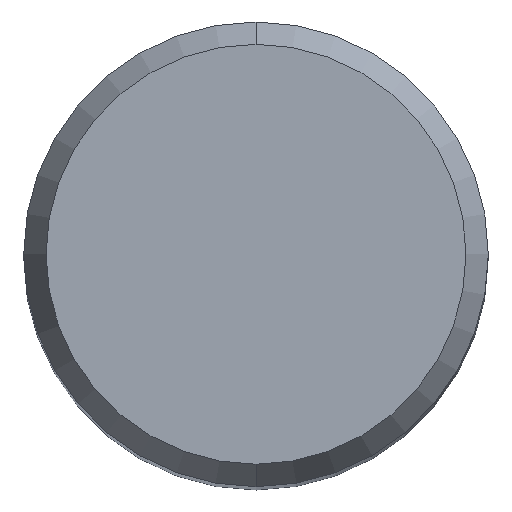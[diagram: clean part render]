
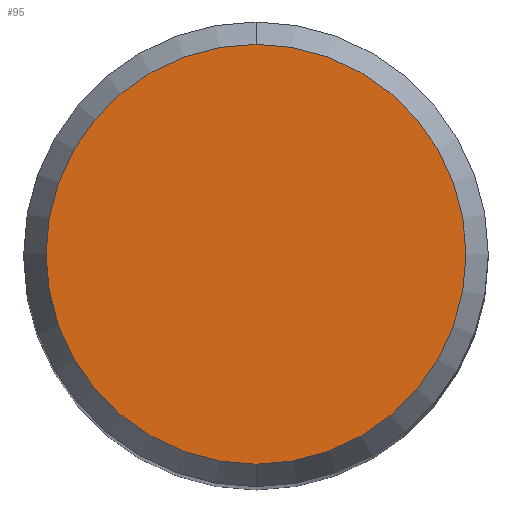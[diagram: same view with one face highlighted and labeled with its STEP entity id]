
A CAD part, top view. The second image highlights one B-rep face of the part: STEP entity #95.
In plain terms, the highlighted planar face has unit normal (0, 0, 1).
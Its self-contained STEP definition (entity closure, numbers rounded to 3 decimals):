
#95=ADVANCED_FACE('',(#223),#224,.T.);
#97=EDGE_CURVE('',#139,#99,#226,.T.);
#99=VERTEX_POINT('',#228);
#133=EDGE_CURVE('',#99,#139,#264,.T.);
#139=VERTEX_POINT('',#270);
#223=FACE_OUTER_BOUND('',#360,.T.);
#224=PLANE('',#361);
#226=CIRCLE('',#364,4.304);
#228=CARTESIAN_POINT('',(0.,-4.304,0.01));
#264=CIRCLE('',#412,4.304);
#270=CARTESIAN_POINT('',(0.0,4.304,0.01));
#360=EDGE_LOOP('',(#517,#518));
#361=AXIS2_PLACEMENT_3D('',#519,#520,#521);
#364=AXIS2_PLACEMENT_3D('',#522,#523,#524);
#412=AXIS2_PLACEMENT_3D('',#552,#553,#554);
#517=ORIENTED_EDGE('',*,*,#97,.F.);
#518=ORIENTED_EDGE('',*,*,#133,.F.);
#519=CARTESIAN_POINT('',(0.0,2.152,0.01));
#520=DIRECTION('',(-0.0,0.0,1.0));
#521=DIRECTION('',(0.0,-1.0,0.0));
#522=CARTESIAN_POINT('',(0.0,0.0,0.01));
#523=DIRECTION('',(0.0,0.0,-1.0));
#524=DIRECTION('',(0.0,1.0,0.0));
#552=CARTESIAN_POINT('',(0.0,0.0,0.01));
#553=DIRECTION('',(0.0,0.0,-1.0));
#554=DIRECTION('',(0.0,1.0,0.0));
